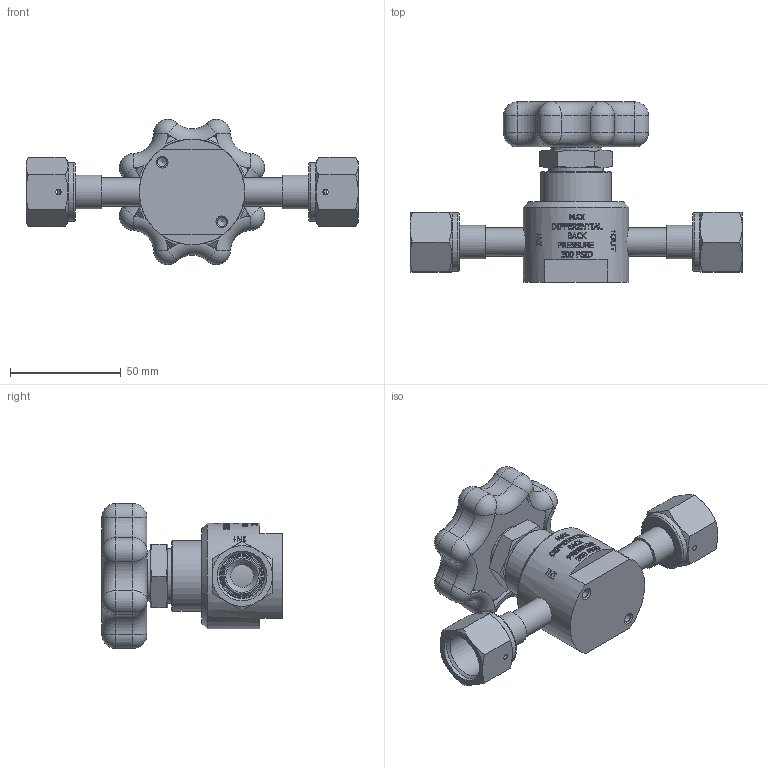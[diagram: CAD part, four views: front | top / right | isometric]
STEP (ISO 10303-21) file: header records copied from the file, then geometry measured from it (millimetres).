
FILE_DESCRIPTION(/* description */ (''),/* implementation_level */ '2;1');
FILE_NAME(/* name */ '18RISFS8FF.stp',/* time_stamp */ '2017-09-15T11:54:20+05:00',/* author */ ('PV00476129'),/* organization */ (''),/* preprocessor_version */ 'ST-DEVELOPER v16.1',/* originating_system */ 'Autodesk Inventor 2016',/* authorisation */ '');
FILE_SCHEMA (('AUTOMOTIVE_DESIGN { 1 0 10303 214 3 1 1 }'));
Products named in the file (1): 18RISFS8FF
Bounding box: 149.71 x 81.52 x 65.47 mm (x, y, z)
Volume: 151765.4 mm3; surface area: 39099.5 mm2
Topology: 1 solids, 5 shells, 1339 faces, 3538 edges, 2323 vertices
Faces by surface type: plane 687, bspline 355, cylinder 168, cone 65, torus 48, sphere 16
Full cylindrical faces by diameter (mm): 0.952 x1, 1.032 x1, 1.111 x1, 1.191 x1, 1.27 x1, 1.349 x1, 1.429 x1, 1.588 x1, 1.6 x1, 2.413 x4, 3.962 x2, 9.779 x1, 10.312 x2, 12.7 x1, 12.751 x2, 14.961 x2, 15.138 x2, 15.672 x2, 18.771 x2, 20.269 x2, 20.828 x1, 22.479 x2, 22.729 x1, 24.638 x1, 26.416 x2, 26.987 x1, 31.75 x1, 34.036 x1, 38.1 x1, 40.894 x1
Entity records: 52681 total; most frequent: CARTESIAN_POINT 21411, ORIENTED_EDGE 6836, DIRECTION 5317, EDGE_CURVE 3418, VERTEX_POINT 2293, AXIS2_PLACEMENT_3D 1782, LINE 1753, VECTOR 1753
